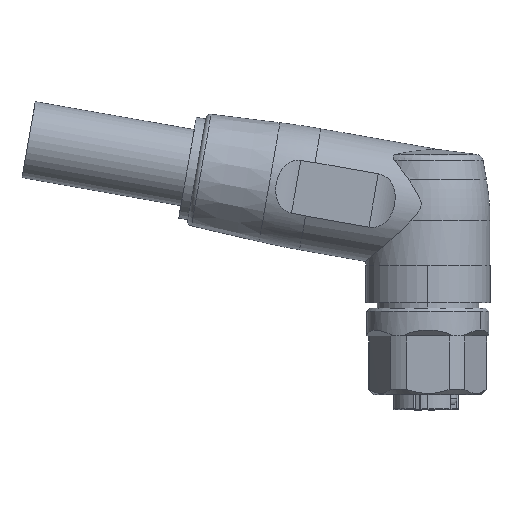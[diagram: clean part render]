
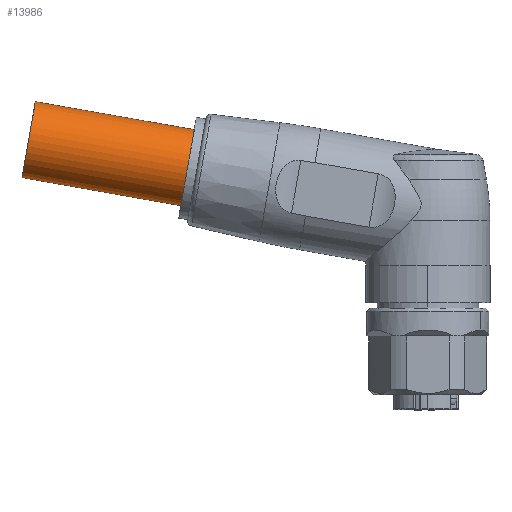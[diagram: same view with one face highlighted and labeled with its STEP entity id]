
A CAD part, left-side view. The second image highlights one B-rep face of the part: STEP entity #13986.
In plain terms, the highlighted cylindrical face has radius 4.9 mm (diameter 9.8 mm), a partial arc.
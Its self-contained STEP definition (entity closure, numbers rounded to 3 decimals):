
#13918=AXIS2_PLACEMENT_3D('Circle Axis2P3D',#13916,#13917,$) ;
#13930=AXIS2_PLACEMENT_3D('Cylinder Axis2P3D',#13927,#13928,#13929) ;
#13969=AXIS2_PLACEMENT_3D('Circle Axis2P3D',#13967,#13968,$) ;
#13976=AXIS2_PLACEMENT_3D('Circle Axis2P3D',#13974,#13975,$) ;
#13911=CARTESIAN_POINT('Vertex',(7.9,37.578,35.659)) ;
#13913=CARTESIAN_POINT('Vertex',(7.9,39.28,26.008)) ;
#13916=CARTESIAN_POINT('Axis2P3D Location',(7.9,38.429,30.833)) ;
#13927=CARTESIAN_POINT('Axis2P3D Location',(7.9,58.618,34.393)) ;
#13932=CARTESIAN_POINT('Line Origine',(7.9,57.767,39.218)) ;
#13936=CARTESIAN_POINT('Vertex',(7.9,57.767,39.218)) ;
#13939=CARTESIAN_POINT('Line Origine',(7.9,59.468,29.567)) ;
#13943=CARTESIAN_POINT('Vertex',(7.9,59.468,29.567)) ;
#13967=CARTESIAN_POINT('Axis2P3D Location',(7.9,58.618,34.393)) ;
#13971=CARTESIAN_POINT('Vertex',(3.,58.618,34.393)) ;
#13974=CARTESIAN_POINT('Axis2P3D Location',(7.9,58.618,34.393)) ;
#13917=DIRECTION('Axis2P3D Direction',(0.,0.985,0.174)) ;
#13928=DIRECTION('Axis2P3D Direction',(0.,-0.985,-0.174)) ;
#13929=DIRECTION('Axis2P3D XDirection',(0.,0.174,-0.985)) ;
#13933=DIRECTION('Vector Direction',(0.,-0.985,-0.174)) ;
#13940=DIRECTION('Vector Direction',(0.,-0.985,-0.174)) ;
#13968=DIRECTION('Axis2P3D Direction',(0.,-0.985,-0.174)) ;
#13975=DIRECTION('Axis2P3D Direction',(0.,-0.985,-0.174)) ;
#13934=VECTOR('Line Direction',#13933,1.) ;
#13941=VECTOR('Line Direction',#13940,1.) ;
#13980=ORIENTED_EDGE('',*,*,#13945,.F.) ;
#13981=ORIENTED_EDGE('',*,*,#13920,.T.) ;
#13982=ORIENTED_EDGE('',*,*,#13938,.F.) ;
#13983=ORIENTED_EDGE('',*,*,#13973,.F.) ;
#13984=ORIENTED_EDGE('',*,*,#13978,.F.) ;
#13986=ADVANCED_FACE('Hauptkoerper',(#13985),#13931,.T.) ;
#13919=CIRCLE('generated circle',#13918,4.9) ;
#13970=CIRCLE('generated circle',#13969,4.9) ;
#13977=CIRCLE('generated circle',#13976,4.9) ;
#13931=CYLINDRICAL_SURFACE('generated cylinder',#13930,4.9) ;
#13920=EDGE_CURVE('',#13914,#13912,#13919,.T.) ;
#13938=EDGE_CURVE('',#13937,#13912,#13935,.T.) ;
#13945=EDGE_CURVE('',#13914,#13944,#13942,.F.) ;
#13973=EDGE_CURVE('',#13972,#13937,#13970,.F.) ;
#13978=EDGE_CURVE('',#13944,#13972,#13977,.F.) ;
#13979=EDGE_LOOP('',(#13980,#13981,#13982,#13983,#13984)) ;
#13985=FACE_OUTER_BOUND('',#13979,.T.) ;
#13935=LINE('Line',#13932,#13934) ;
#13942=LINE('Line',#13939,#13941) ;
#13912=VERTEX_POINT('',#13911) ;
#13914=VERTEX_POINT('',#13913) ;
#13937=VERTEX_POINT('',#13936) ;
#13944=VERTEX_POINT('',#13943) ;
#13972=VERTEX_POINT('',#13971) ;
